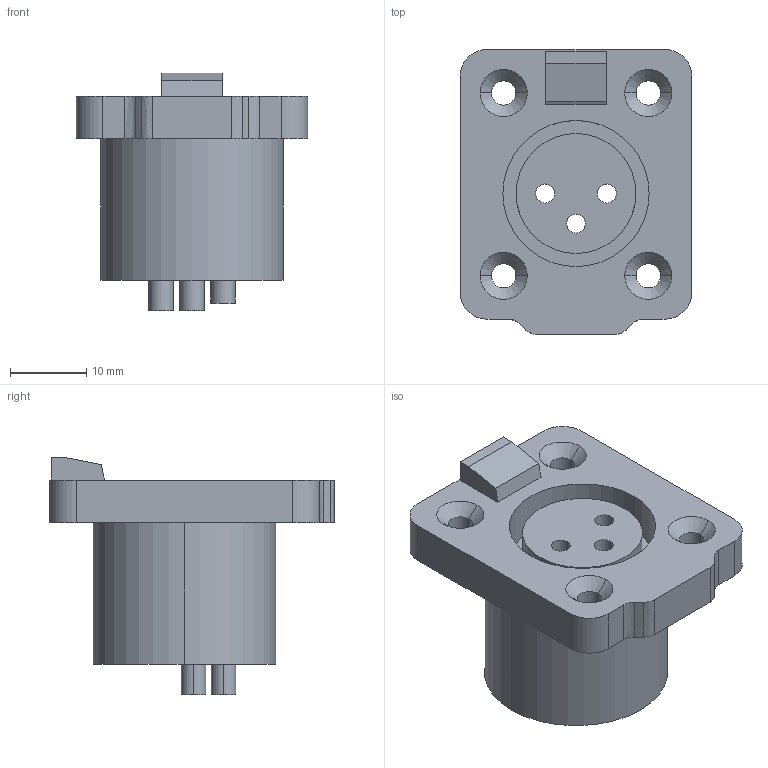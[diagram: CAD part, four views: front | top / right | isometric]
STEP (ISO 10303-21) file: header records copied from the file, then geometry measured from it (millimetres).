
FILE_DESCRIPTION((''),'2;1');
FILE_NAME('D-NC3FDX-IP','2018-09-27T',('bej'),(''),'CREO PARAMETRIC BY PTC INC, 2017020','CREO PARAMETRIC BY PTC INC, 2017020','');
FILE_SCHEMA(('CONFIG_CONTROL_DESIGN'));
Length unit declared in the file: millimetre
Products named in the file (1): D-NC3FDX-IP
Bounding box: 30.4 x 37.4 x 31.2 mm (x, y, z)
Volume: 13390.7 mm3; surface area: 5783.2 mm2
Topology: 1 solids, 1 shells, 64 faces, 157 edges, 102 vertices
Faces by surface type: cylinder 30, plane 22, cone 8, extrusion 4
Entity records: 2007 total; most frequent: CARTESIAN_POINT 375, DIRECTION 341, ORIENTED_EDGE 314, EDGE_CURVE 157, AXIS2_PLACEMENT_3D 128, VERTEX_POINT 102, VECTOR 85, EDGE_LOOP 85
